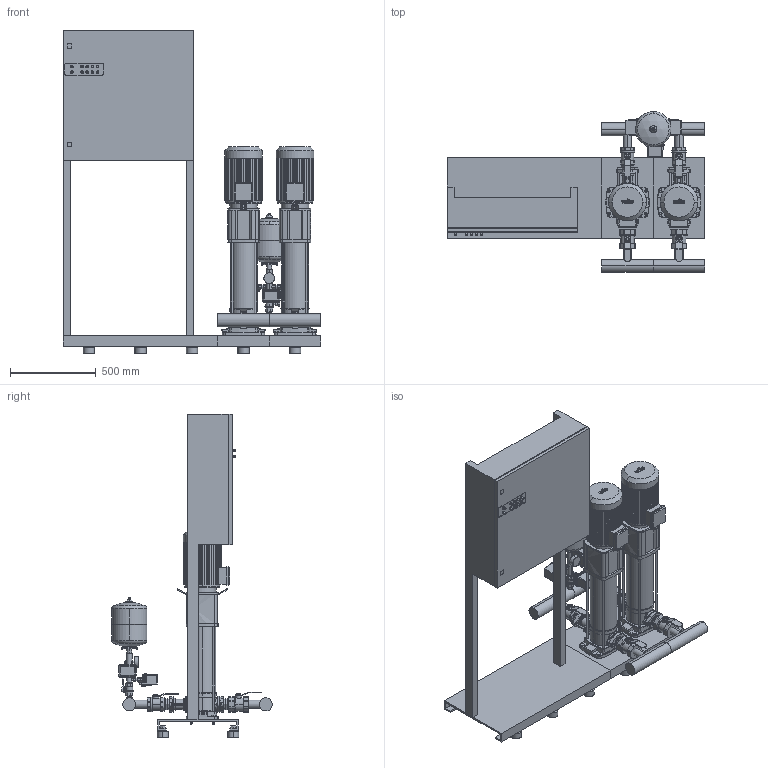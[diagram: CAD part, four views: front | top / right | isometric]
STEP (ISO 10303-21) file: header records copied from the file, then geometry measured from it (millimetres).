
FILE_DESCRIPTION((''),'2;1');
FILE_NAME('3d_FLA-2HELIXV1608_K-01PN16-2534362.stp','2013-07-05T14:24:57',(''),(''),'Mechanical Desktop 2009','Mechanical Desktop 2009',', , ');
FILE_SCHEMA(('CONFIG_CONTROL_DESIGN'));
Length unit declared in the file: millimetre
Products named in the file (1): Product
Bounding box: 1500 x 936.05 x 1885 mm (x, y, z)
Volume: 211955329.4 mm3; surface area: 9098648.8 mm2
Topology: 123 solids, 123 shells, 3313 faces, 8163 edges, 5264 vertices
Faces by surface type: plane 1252, bspline 1149, cylinder 653, cone 159, torus 90, sphere 10
Entity records: 108251 total; most frequent: CARTESIAN_POINT 31659, ORIENTED_EDGE 16326, DIRECTION 14999, EDGE_CURVE 8163, VERTEX_POINT 5260, AXIS2_PLACEMENT_3D 5058, VECTOR 4883, LINE 4883
